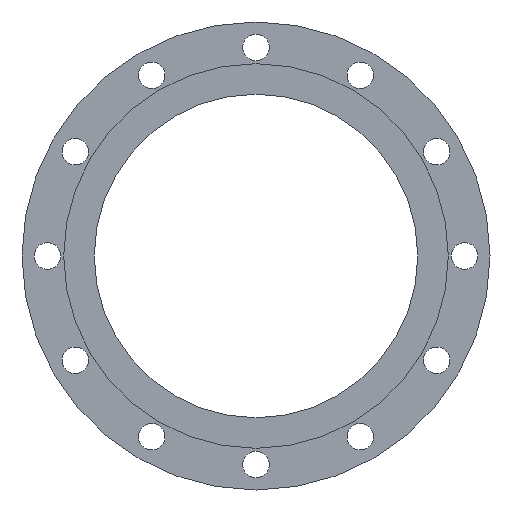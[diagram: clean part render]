
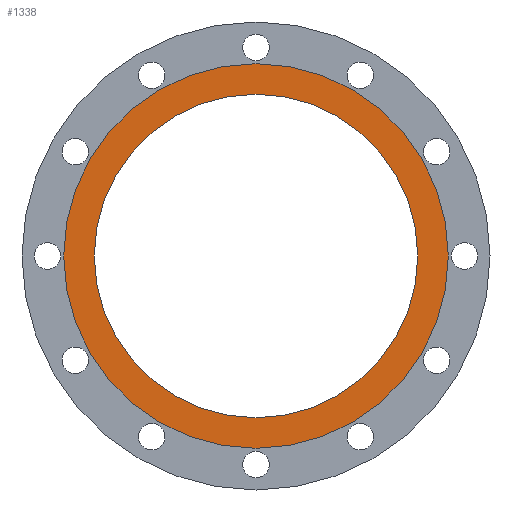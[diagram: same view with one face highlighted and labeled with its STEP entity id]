
A CAD part, front view. The second image highlights one B-rep face of the part: STEP entity #1338.
In plain terms, the highlighted planar face has unit normal (0, -1, 0).
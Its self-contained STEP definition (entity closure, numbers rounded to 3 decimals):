
#82 = ORIENTED_EDGE ( 'NONE', *, *, #492, .T. ) ;
#99 = CARTESIAN_POINT ( 'NONE',  ( 0., 0., -158.95 ) ) ;
#141 = CARTESIAN_POINT ( 'NONE',  ( 0., 0., 0. ) ) ;
#145 = CARTESIAN_POINT ( 'NONE',  ( 0., 0., 189. ) ) ;
#175 = CARTESIAN_POINT ( 'NONE',  ( 0., 0., -189. ) ) ;
#228 = ORIENTED_EDGE ( 'NONE', *, *, #463, .T. ) ;
#271 = CARTESIAN_POINT ( 'NONE',  ( 0., 0., 158.95 ) ) ;
#290 = EDGE_CURVE ( 'NONE', #1304, #724, #604, .T. ) ;
#333 = AXIS2_PLACEMENT_3D ( 'NONE', #462, #1353, #1371 ) ;
#357 = CARTESIAN_POINT ( 'NONE',  ( 0., 0., 0. ) ) ;
#462 = CARTESIAN_POINT ( 'NONE',  ( 0., 0., 0. ) ) ;
#463 = EDGE_CURVE ( 'NONE', #736, #804, #524, .T. ) ;
#485 = ORIENTED_EDGE ( 'NONE', *, *, #290, .F. ) ;
#492 = EDGE_CURVE ( 'NONE', #804, #736, #1291, .T. ) ;
#524 = CIRCLE ( 'NONE', #333, 158.95 ) ;
#539 = EDGE_CURVE ( 'NONE', #724, #1304, #1359, .T. ) ;
#594 = AXIS2_PLACEMENT_3D ( 'NONE', #910, #1237, #1028 ) ;
#604 = CIRCLE ( 'NONE', #1342, 189. ) ;
#626 = ORIENTED_EDGE ( 'NONE', *, *, #539, .F. ) ;
#692 = DIRECTION ( 'NONE',  ( 0., 1., 0. ) ) ;
#705 = CARTESIAN_POINT ( 'NONE',  ( 0., 0., 158.95 ) ) ;
#724 = VERTEX_POINT ( 'NONE', #175 ) ;
#736 = VERTEX_POINT ( 'NONE', #271 ) ;
#804 = VERTEX_POINT ( 'NONE', #99 ) ;
#808 = PLANE ( 'NONE',  #1219 ) ;
#819 = DIRECTION ( 'NONE',  ( 0., 0., 1. ) ) ;
#851 = AXIS2_PLACEMENT_3D ( 'NONE', #141, #692, #819 ) ;
#868 = EDGE_LOOP ( 'NONE', ( #228, #82 ) ) ;
#910 = CARTESIAN_POINT ( 'NONE',  ( 0., 0., 0. ) ) ;
#934 = DIRECTION ( 'NONE',  ( 0., 0., -1. ) ) ;
#1028 = DIRECTION ( 'NONE',  ( 0., 0., 1. ) ) ;
#1078 = EDGE_LOOP ( 'NONE', ( #485, #626 ) ) ;
#1219 = AXIS2_PLACEMENT_3D ( 'NONE', #705, #1360, #934 ) ;
#1237 = DIRECTION ( 'NONE',  ( 0., 1., 0. ) ) ;
#1250 = DIRECTION ( 'NONE',  ( 0., 0., 1. ) ) ;
#1258 = FACE_BOUND ( 'NONE', #868, .T. ) ;
#1266 = FACE_OUTER_BOUND ( 'NONE', #1078, .T. ) ;
#1291 = CIRCLE ( 'NONE', #594, 158.95 ) ;
#1304 = VERTEX_POINT ( 'NONE', #145 ) ;
#1338 = ADVANCED_FACE ( 'NONE', ( #1258, #1266 ), #808, .T. ) ;
#1342 = AXIS2_PLACEMENT_3D ( 'NONE', #357, #1378, #1250 ) ;
#1353 = DIRECTION ( 'NONE',  ( 0., 1., 0. ) ) ;
#1359 = CIRCLE ( 'NONE', #851, 189. ) ;
#1360 = DIRECTION ( 'NONE',  ( 0., -1., 0. ) ) ;
#1371 = DIRECTION ( 'NONE',  ( 0., 0., 1. ) ) ;
#1378 = DIRECTION ( 'NONE',  ( 0., 1., 0. ) ) ;
